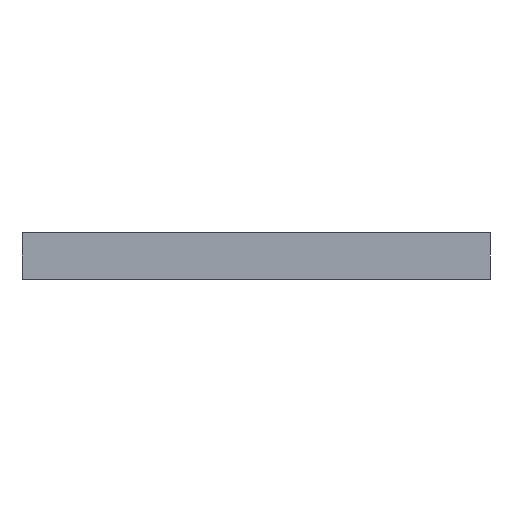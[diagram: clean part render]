
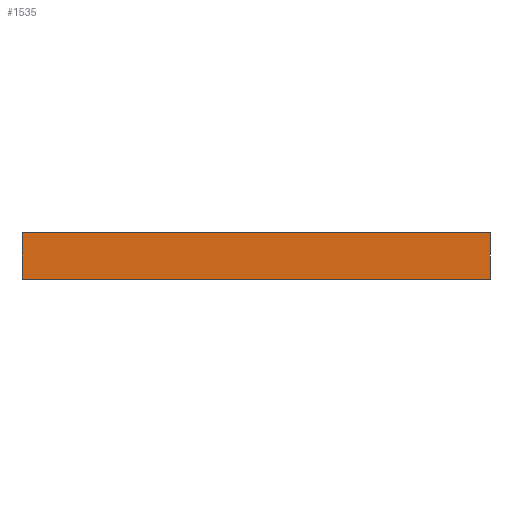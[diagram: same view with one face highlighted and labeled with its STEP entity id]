
A CAD part, front view. The second image highlights one B-rep face of the part: STEP entity #1535.
In plain terms, the highlighted planar face has unit normal (0, -1, 0).
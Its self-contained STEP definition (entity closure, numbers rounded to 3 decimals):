
#33 = CARTESIAN_POINT ( 'NONE',  ( -5.05, -64.35, 1. ) ) ;
#1535 = ADVANCED_FACE ( 'NONE', ( #8324 ), #36346, .F. ) ;
#2753 = CARTESIAN_POINT ( 'NONE',  ( 5.05, -64.35, 0. ) ) ;
#3256 = VECTOR ( 'NONE', #13123, 1000. ) ;
#6280 = ORIENTED_EDGE ( 'NONE', *, *, #22898, .T. ) ;
#8324 = FACE_OUTER_BOUND ( 'NONE', #30737, .T. ) ;
#8658 = CARTESIAN_POINT ( 'NONE',  ( -5.05, -64.35, 1. ) ) ;
#9050 = LINE ( 'NONE', #12853, #12039 ) ;
#10073 = VERTEX_POINT ( 'NONE', #23908 ) ;
#12039 = VECTOR ( 'NONE', #35409, 1000. ) ;
#12853 = CARTESIAN_POINT ( 'NONE',  ( -5.05, -64.35, 1. ) ) ;
#13123 = DIRECTION ( 'NONE',  ( 1., 0., 0. ) ) ;
#13585 = VECTOR ( 'NONE', #18398, 1000. ) ;
#13946 = CARTESIAN_POINT ( 'NONE',  ( -5.05, -64.35, 1. ) ) ;
#15175 = CARTESIAN_POINT ( 'NONE',  ( 5.05, -64.35, 1. ) ) ;
#16483 = VECTOR ( 'NONE', #22554, 1000. ) ;
#16748 = EDGE_CURVE ( 'NONE', #19712, #28974, #19398, .T. ) ;
#17200 = DIRECTION ( 'NONE',  ( 0., 0., 1. ) ) ;
#17995 = ORIENTED_EDGE ( 'NONE', *, *, #19374, .F. ) ;
#18398 = DIRECTION ( 'NONE',  ( 0., 0., -1. ) ) ;
#19374 = EDGE_CURVE ( 'NONE', #35053, #10073, #41098, .T. ) ;
#19398 = LINE ( 'NONE', #29160, #3256 ) ;
#19712 = VERTEX_POINT ( 'NONE', #40471 ) ;
#22554 = DIRECTION ( 'NONE',  ( 1., 0., 0. ) ) ;
#22898 = EDGE_CURVE ( 'NONE', #35053, #19712, #9050, .T. ) ;
#23908 = CARTESIAN_POINT ( 'NONE',  ( 5.05, -64.35, 1. ) ) ;
#24216 = ORIENTED_EDGE ( 'NONE', *, *, #35503, .F. ) ;
#28974 = VERTEX_POINT ( 'NONE', #2753 ) ;
#29160 = CARTESIAN_POINT ( 'NONE',  ( -5.05, -64.35, 0. ) ) ;
#29455 = AXIS2_PLACEMENT_3D ( 'NONE', #13946, #36480, #17200 ) ;
#30737 = EDGE_LOOP ( 'NONE', ( #34188, #24216, #17995, #6280 ) ) ;
#34188 = ORIENTED_EDGE ( 'NONE', *, *, #16748, .T. ) ;
#35053 = VERTEX_POINT ( 'NONE', #8658 ) ;
#35409 = DIRECTION ( 'NONE',  ( 0., 0., -1. ) ) ;
#35503 = EDGE_CURVE ( 'NONE', #10073, #28974, #39235, .T. ) ;
#36346 = PLANE ( 'NONE',  #29455 ) ;
#36480 = DIRECTION ( 'NONE',  ( 0., 1., 0. ) ) ;
#39235 = LINE ( 'NONE', #15175, #13585 ) ;
#40471 = CARTESIAN_POINT ( 'NONE',  ( -5.05, -64.35, 0. ) ) ;
#41098 = LINE ( 'NONE', #33, #16483 ) ;
